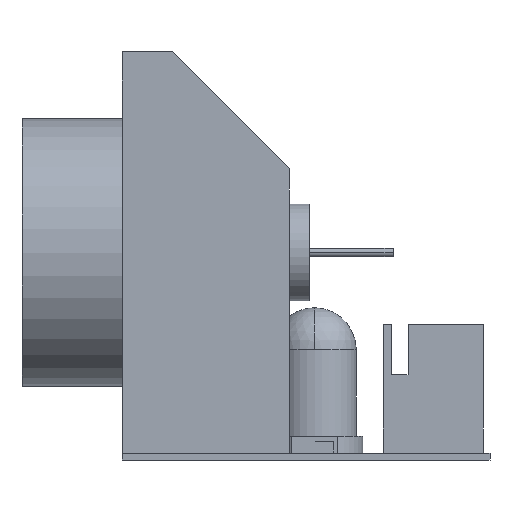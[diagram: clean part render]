
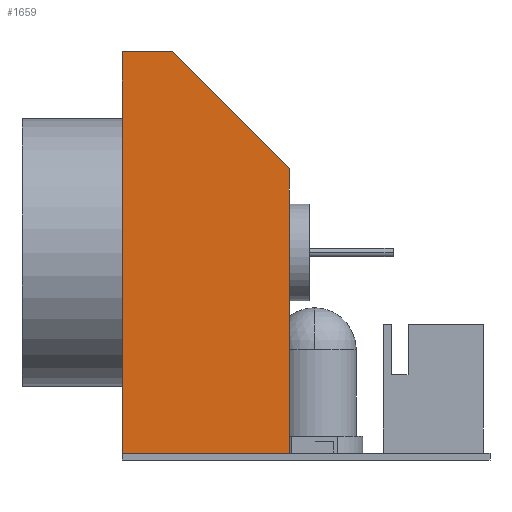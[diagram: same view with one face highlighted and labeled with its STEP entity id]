
A CAD part, front view. The second image highlights one B-rep face of the part: STEP entity #1659.
In plain terms, the highlighted face is planar.
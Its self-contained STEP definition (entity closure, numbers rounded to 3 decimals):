
#45 = DIRECTION ( 'NONE',  ( 0., 0., -1. ) ) ;
#117 = LINE ( 'NONE', #2995, #6762 ) ;
#208 = CARTESIAN_POINT ( 'NONE',  ( 10., 17., 17. ) ) ;
#409 = DIRECTION ( 'NONE',  ( 1., 0., 0. ) ) ;
#526 = ORIENTED_EDGE ( 'NONE', *, *, #3858, .T. ) ;
#535 = DIRECTION ( 'NONE',  ( -1., 0., 0. ) ) ;
#601 = PLANE ( 'NONE',  #2644 ) ;
#1370 = CARTESIAN_POINT ( 'NONE',  ( 3., 24., 17. ) ) ;
#1446 = DIRECTION ( 'NONE',  ( 1., 0., 0. ) ) ;
#1453 = LINE ( 'NONE', #3656, #6356 ) ;
#1659 = ADVANCED_FACE ( 'NONE', ( #6223 ), #601, .F. ) ;
#2516 = VECTOR ( 'NONE', #3845, 1000. ) ;
#2644 = AXIS2_PLACEMENT_3D ( 'NONE', #5140, #45, #535 ) ;
#2878 = EDGE_LOOP ( 'NONE', ( #3201, #6795, #2938, #526, #3187 ) ) ;
#2938 = ORIENTED_EDGE ( 'NONE', *, *, #3367, .F. ) ;
#2961 = CARTESIAN_POINT ( 'NONE',  ( 0., 0., 17. ) ) ;
#2995 = CARTESIAN_POINT ( 'NONE',  ( 10., 24., 17. ) ) ;
#3187 = ORIENTED_EDGE ( 'NONE', *, *, #6645, .T. ) ;
#3201 = ORIENTED_EDGE ( 'NONE', *, *, #4554, .F. ) ;
#3239 = CARTESIAN_POINT ( 'NONE',  ( 0., 0., 17. ) ) ;
#3367 = EDGE_CURVE ( 'NONE', #5528, #5306, #4286, .T. ) ;
#3528 = VERTEX_POINT ( 'NONE', #2961 ) ;
#3607 = VERTEX_POINT ( 'NONE', #208 ) ;
#3656 = CARTESIAN_POINT ( 'NONE',  ( 0., 24., 17. ) ) ;
#3845 = DIRECTION ( 'NONE',  ( -0.707, 0.707, 0. ) ) ;
#3858 = EDGE_CURVE ( 'NONE', #5528, #3528, #1453, .T. ) ;
#3961 = EDGE_CURVE ( 'NONE', #3607, #5306, #5432, .T. ) ;
#4286 = LINE ( 'NONE', #6983, #4855 ) ;
#4554 = EDGE_CURVE ( 'NONE', #3607, #6317, #117, .T. ) ;
#4683 = VECTOR ( 'NONE', #409, 1000. ) ;
#4855 = VECTOR ( 'NONE', #1446, 1000. ) ;
#5025 = CARTESIAN_POINT ( 'NONE',  ( 3., 24., 17. ) ) ;
#5140 = CARTESIAN_POINT ( 'NONE',  ( 0., 24., 17. ) ) ;
#5306 = VERTEX_POINT ( 'NONE', #1370 ) ;
#5432 = LINE ( 'NONE', #5025, #2516 ) ;
#5528 = VERTEX_POINT ( 'NONE', #6838 ) ;
#6212 = CARTESIAN_POINT ( 'NONE',  ( 10., 0., 17. ) ) ;
#6223 = FACE_OUTER_BOUND ( 'NONE', #2878, .T. ) ;
#6317 = VERTEX_POINT ( 'NONE', #6212 ) ;
#6356 = VECTOR ( 'NONE', #7179, 1000. ) ;
#6411 = DIRECTION ( 'NONE',  ( 0., -1., 0. ) ) ;
#6645 = EDGE_CURVE ( 'NONE', #3528, #6317, #7177, .T. ) ;
#6762 = VECTOR ( 'NONE', #6411, 1000. ) ;
#6795 = ORIENTED_EDGE ( 'NONE', *, *, #3961, .T. ) ;
#6838 = CARTESIAN_POINT ( 'NONE',  ( 0., 24., 17. ) ) ;
#6983 = CARTESIAN_POINT ( 'NONE',  ( 0., 24., 17. ) ) ;
#7177 = LINE ( 'NONE', #3239, #4683 ) ;
#7179 = DIRECTION ( 'NONE',  ( 0., -1., 0. ) ) ;
